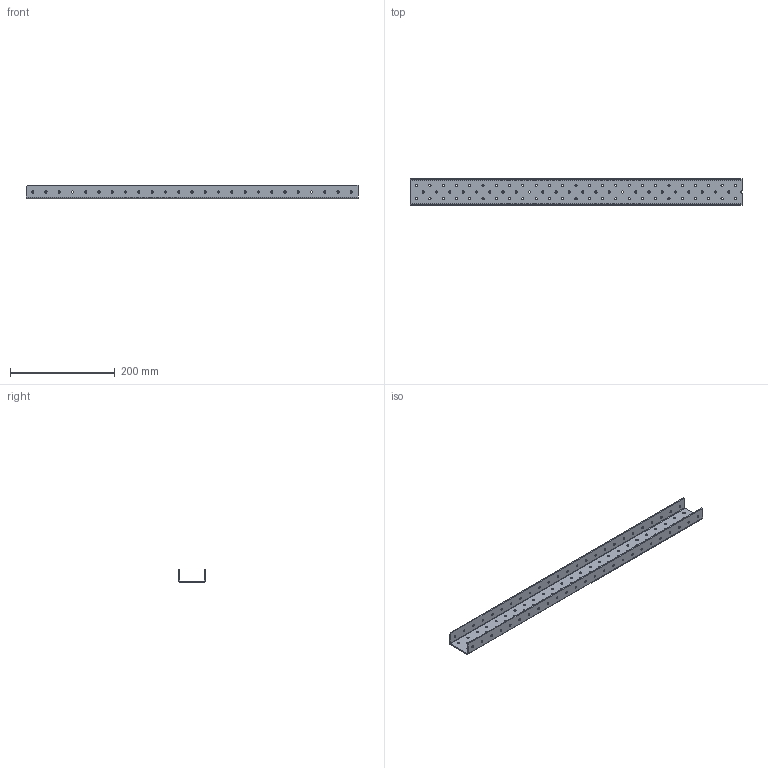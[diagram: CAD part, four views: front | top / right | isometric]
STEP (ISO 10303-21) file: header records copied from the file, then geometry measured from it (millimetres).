
FILE_DESCRIPTION(/* description */ (''),/* implementation_level */ '2;1');
FILE_NAME(/* name */ 'CChannel1x2x25.step',/* time_stamp */ '2023-01-17T19:05:54-08:00',/* author */ (''),/* organization */ (''),/* preprocessor_version */ 'ST-DEVELOPER v19.2',/* originating_system */ 'Autodesk Translation Framework v11.17.0.187',/* authorisation */ '');
FILE_SCHEMA (('AUTOMOTIVE_DESIGN { 1 0 10303 214 3 1 1 }'));
Length unit declared in the file: inch
Products named in the file (1): C_Channel1x2x25
Bounding box: 635 x 50.8 x 25.4 mm (x, y, z)
Volume: 134567.5 mm3; surface area: 124757.6 mm2
Topology: 1 solids, 1 shells, 146 faces, 424 edges, 280 vertices
Faces by surface type: cylinder 129, plane 17
Full cylindrical faces by diameter (mm): 4.14 x124
Entity records: 5500 total; most frequent: DIRECTION 976, CARTESIAN_POINT 851, ORIENTED_EDGE 848, EDGE_CURVE 424, AXIS2_PLACEMENT_3D 405, EDGE_LOOP 394, VERTEX_POINT 280, CIRCLE 258
